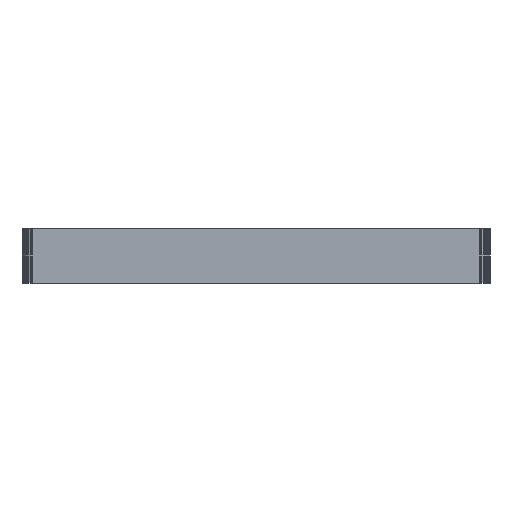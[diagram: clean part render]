
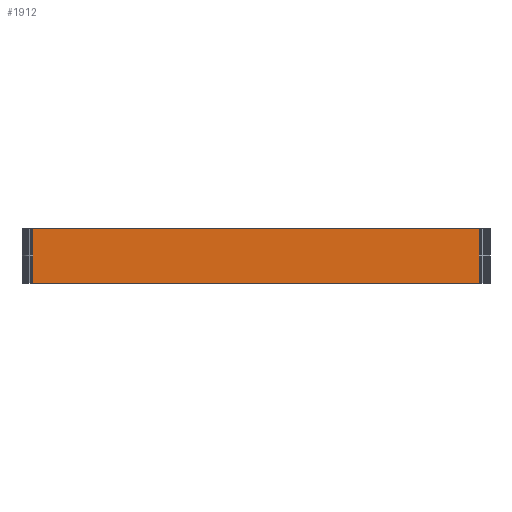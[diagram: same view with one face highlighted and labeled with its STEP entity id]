
A CAD part, left-side view. The second image highlights one B-rep face of the part: STEP entity #1912.
In plain terms, the highlighted planar face has unit normal (-1, 0, 0).
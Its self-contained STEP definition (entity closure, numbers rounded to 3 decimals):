
#46=FACE_OUTER_BOUND('',#141,.T.);
#141=EDGE_LOOP('',(#1530,#1531,#1532,#1533));
#259=LINE('',#2656,#538);
#397=LINE('',#2929,#676);
#424=LINE('',#2981,#703);
#425=LINE('',#2983,#704);
#538=VECTOR('',#2135,10.);
#676=VECTOR('',#2303,10.);
#703=VECTOR('',#2356,10.);
#704=VECTOR('',#2359,10.);
#815=VERTEX_POINT('',#2653);
#816=VERTEX_POINT('',#2655);
#935=VERTEX_POINT('',#2926);
#936=VERTEX_POINT('',#2928);
#1003=EDGE_CURVE('',#816,#815,#259,.T.);
#1141=EDGE_CURVE('',#936,#935,#397,.T.);
#1168=EDGE_CURVE('',#935,#816,#424,.T.);
#1169=EDGE_CURVE('',#936,#815,#425,.T.);
#1530=ORIENTED_EDGE('',*,*,#1169,.F.);
#1531=ORIENTED_EDGE('',*,*,#1141,.T.);
#1532=ORIENTED_EDGE('',*,*,#1168,.T.);
#1533=ORIENTED_EDGE('',*,*,#1003,.T.);
#1817=PLANE('',#2009);
#1912=ADVANCED_FACE('',(#46),#1817,.F.);
#2009=AXIS2_PLACEMENT_3D('',#2982,#2357,#2358);
#2135=DIRECTION('',(0.,1.,0.));
#2303=DIRECTION('',(0.,-1.,0.));
#2356=DIRECTION('',(0.,0.,1.));
#2357=DIRECTION('center_axis',(1.,0.,0.));
#2358=DIRECTION('ref_axis',(0.,1.,0.));
#2359=DIRECTION('',(0.,0.,1.));
#2653=CARTESIAN_POINT('',(92.548,113.426,48.36));
#2655=CARTESIAN_POINT('',(92.548,7.442,48.36));
#2656=CARTESIAN_POINT('',(92.548,33.938,48.36));
#2926=CARTESIAN_POINT('',(92.548,7.442,35.36));
#2928=CARTESIAN_POINT('',(92.548,113.426,35.36));
#2929=CARTESIAN_POINT('',(92.548,33.938,35.36));
#2981=CARTESIAN_POINT('',(92.548,7.442,37.36));
#2982=CARTESIAN_POINT('Origin',(92.548,7.442,35.36));
#2983=CARTESIAN_POINT('',(92.548,113.426,37.36));
